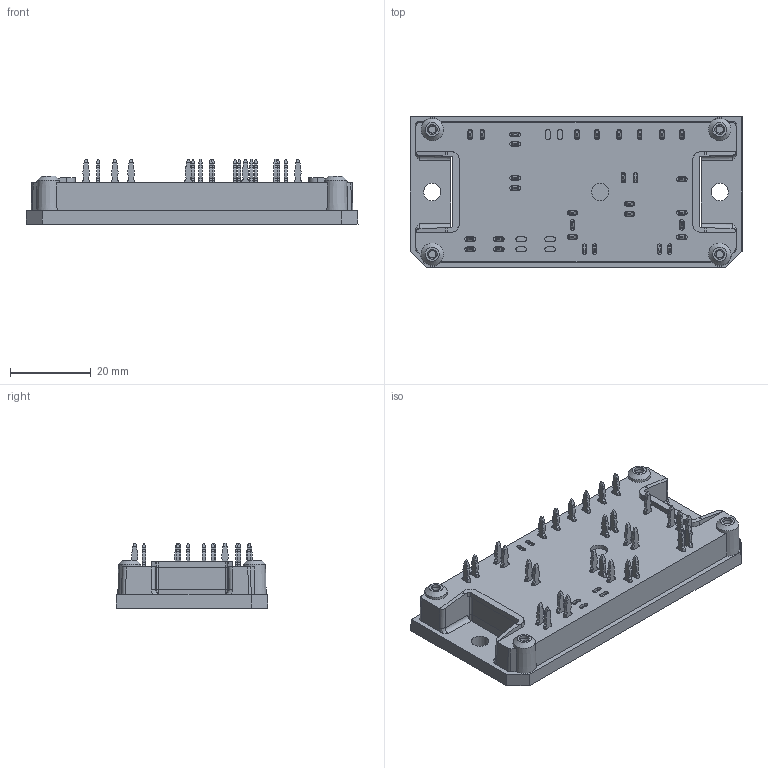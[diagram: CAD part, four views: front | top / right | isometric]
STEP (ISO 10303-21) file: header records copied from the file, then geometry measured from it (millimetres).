
FILE_DESCRIPTION(/* description */ ('Unknown'),/* implementation_level */ '2;1');
FILE_NAME(/* name */ 'Flow1-4T12Y-LF40(310)-01-OL',/* time_stamp */ '2017-09-20T12:51:45+02:00',/* author */ ('Unknown'),/* organization */ ('Unknown'),/* preprocessor_version */ 'ST-DEVELOPER v16.7',/* originating_system */ 'DEX',/* authorisation */ $);
FILE_SCHEMA (('AUTOMOTIVE_DESIGN {1 0 10303 214 3 1 1}'));
Length unit declared in the file: millimetre
Products named in the file (1): Flow1-4T12Y-LF40-01-OL
Bounding box: 82 x 37.4 x 16.23 mm (x, y, z)
Volume: 25884.4 mm3; surface area: 11558.1 mm2
Topology: 1 solids, 1 shells, 981 faces, 2672 edges, 1767 vertices
Faces by surface type: plane 636, cylinder 313, cone 28, bspline 4
Full cylindrical faces by diameter (mm): 2.4 x4, 4.3 x3
Entity records: 37611 total; most frequent: CARTESIAN_POINT 5460, ORIENTED_EDGE 5264, DIRECTION 5250, EDGE_CURVE 2632, LINE 1946, VECTOR 1946, VERTEX_POINT 1750, AXIS2_PLACEMENT_3D 1652
